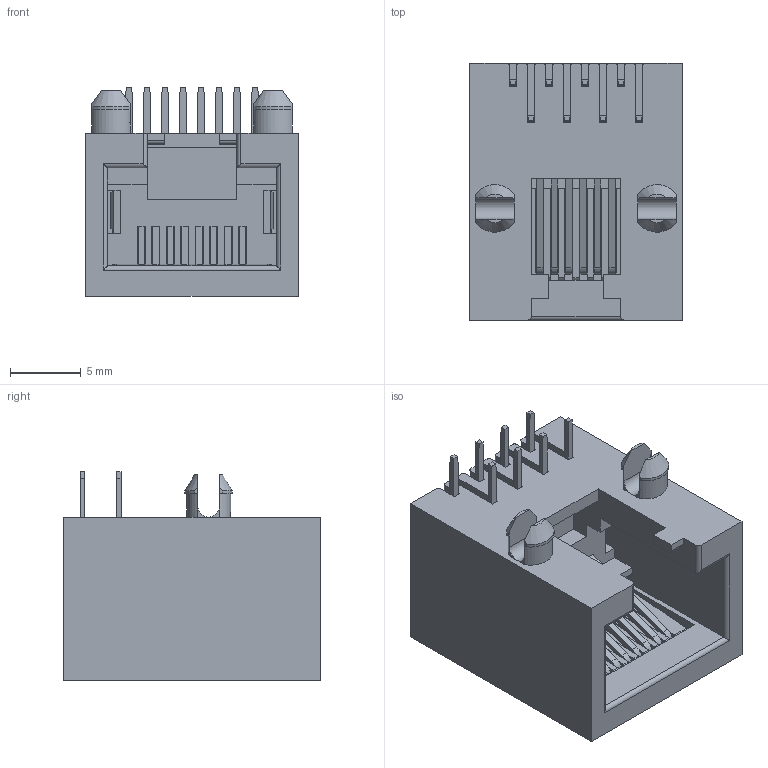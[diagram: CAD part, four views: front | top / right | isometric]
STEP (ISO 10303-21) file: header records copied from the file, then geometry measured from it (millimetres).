
FILE_DESCRIPTION((''),'2;1');
FILE_NAME('5321-8P8C-B_ASM','2019-07-24T10:35:31',('RD002'),(''),'CREO PARAMETRIC BY PTC INC, 2018260','CREO PARAMETRIC BY PTC INC, 2018260','');
FILE_SCHEMA(('CONFIG_CONTROL_DESIGN','GEOMETRIC_VALIDATION_PROPERTIES_MIM'));
Length unit declared in the file: millimetre
Products named in the file (3): 5321-8P-B00; 5321-8P8C00; 5321-8P8C-B_ASM
Assembly tree (2 placements, depth 2):
  5321-8P8C-B_ASM
    5321-8P-B00
    5321-8P8C00
Bounding box: 15 x 18.1 x 14.7 mm (x, y, z)
Volume: 1905.3 mm3; surface area: 3615.8 mm2
Topology: 10 solids, 10 shells, 544 faces, 1526 edges, 992 vertices
Faces by surface type: plane 447, cylinder 93, cone 4
Entity records: 19045 total; most frequent: CARTESIAN_POINT 3200, ORIENTED_EDGE 3052, DIRECTION 2780, EDGE_CURVE 1526, VECTOR 1322, LINE 1322, VERTEX_POINT 992, AXIS2_PLACEMENT_3D 729
